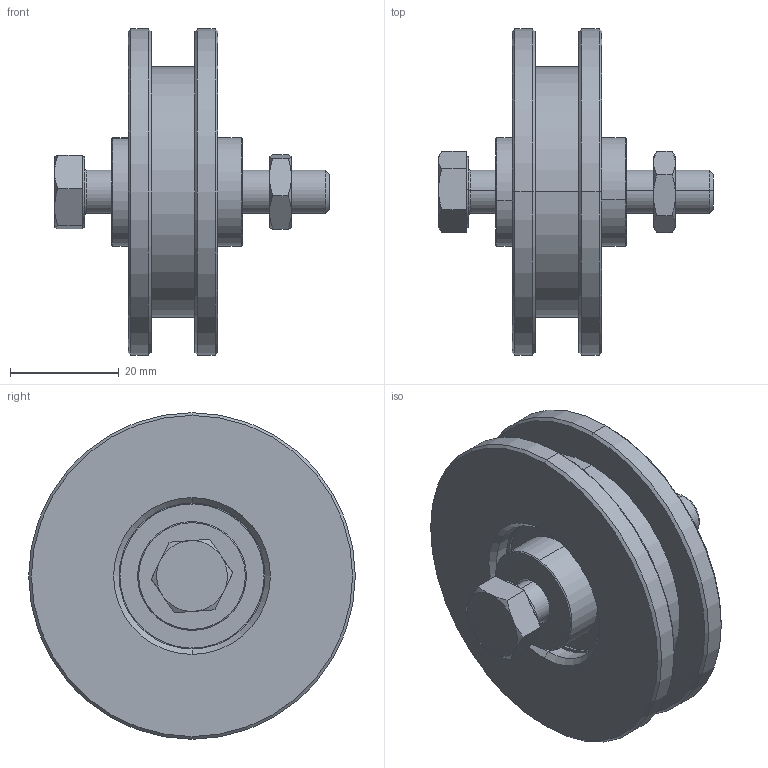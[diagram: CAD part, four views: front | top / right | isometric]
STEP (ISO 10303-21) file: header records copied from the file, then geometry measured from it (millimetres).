
FILE_DESCRIPTION (( 'STEP AP214' ), '1' );
FILE_NAME ('0044323_CF-300-60.STEP', '2015-09-22T09:11:52', ( '' ), ( '' ), 'SwSTEP 2.0', 'SolidWorks 2014', '' );
FILE_SCHEMA (( 'AUTOMOTIVE_DESIGN' ));
Length unit declared in the file: millimetre
Products named in the file (1): 0044323_CF-300-60
Bounding box: 50.5 x 60 x 60 mm (x, y, z)
Volume: 37349.1 mm3; surface area: 21688.5 mm2
Topology: 10 solids, 10 shells, 175 faces, 356 edges, 206 vertices
Faces by surface type: cone 60, cylinder 52, plane 43, torus 18, bspline 2
Entity records: 6865 total; most frequent: CARTESIAN_POINT 1053, DIRECTION 866, ORIENTED_EDGE 712, AXIS2_PLACEMENT_3D 374, EDGE_CURVE 356, VERTEX_POINT 206, CIRCLE 200, EDGE_LOOP 198
